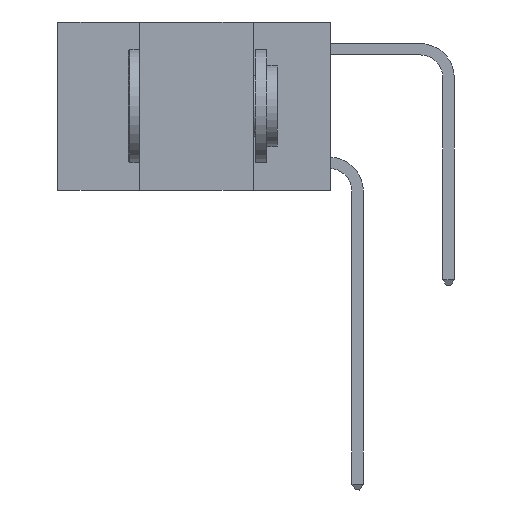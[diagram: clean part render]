
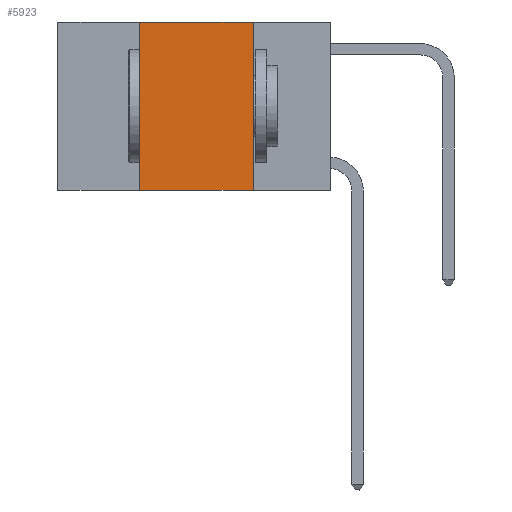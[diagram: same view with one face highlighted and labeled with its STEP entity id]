
A CAD part, left-side view. The second image highlights one B-rep face of the part: STEP entity #5923.
In plain terms, the highlighted planar face has unit normal (-1, 0, 0).
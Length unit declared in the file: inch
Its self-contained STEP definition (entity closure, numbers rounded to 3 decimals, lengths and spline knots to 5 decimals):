
#201 = DIRECTION ( 'NONE',  ( 0., -1., 0. ) ) ;
#271 = VECTOR ( 'NONE', #3386, 39.37008 ) ;
#2521 = LINE ( 'NONE', #20499, #17278 ) ;
#3386 = DIRECTION ( 'NONE',  ( 0., -1., 0. ) ) ;
#3389 = PLANE ( 'NONE',  #22545 ) ;
#3477 = EDGE_CURVE ( 'NONE', #18430, #12283, #12016, .T. ) ;
#4321 = LINE ( 'NONE', #8598, #17738 ) ;
#4616 = EDGE_CURVE ( 'NONE', #12283, #17925, #20025, .T. ) ;
#4811 = CARTESIAN_POINT ( 'NONE',  ( 0., 0.42, 0. ) ) ;
#5923 = ADVANCED_FACE ( 'NONE', ( #17807 ), #3389, .F. ) ;
#6657 = DIRECTION ( 'NONE',  ( 0., 0., -1. ) ) ;
#6823 = DIRECTION ( 'NONE',  ( 0., 0., 1. ) ) ;
#8299 = CARTESIAN_POINT ( 'NONE',  ( 0., 0.42, -0.37 ) ) ;
#8598 = CARTESIAN_POINT ( 'NONE',  ( 0., 0.6, -0.37 ) ) ;
#9142 = VECTOR ( 'NONE', #6823, 39.37008 ) ;
#10534 = EDGE_CURVE ( 'NONE', #17925, #17451, #2521, .T. ) ;
#10553 = ORIENTED_EDGE ( 'NONE', *, *, #10534, .F. ) ;
#11642 = DIRECTION ( 'NONE',  ( 0., 0., -1. ) ) ;
#12016 = LINE ( 'NONE', #20140, #9142 ) ;
#12257 = ORIENTED_EDGE ( 'NONE', *, *, #22230, .T. ) ;
#12283 = VERTEX_POINT ( 'NONE', #4811 ) ;
#13779 = DIRECTION ( 'NONE',  ( 1., 0., 0. ) ) ;
#14199 = ORIENTED_EDGE ( 'NONE', *, *, #4616, .F. ) ;
#15379 = ORIENTED_EDGE ( 'NONE', *, *, #3477, .F. ) ;
#17278 = VECTOR ( 'NONE', #6657, 39.37008 ) ;
#17451 = VERTEX_POINT ( 'NONE', #25945 ) ;
#17738 = VECTOR ( 'NONE', #201, 39.37008 ) ;
#17807 = FACE_OUTER_BOUND ( 'NONE', #21018, .T. ) ;
#17925 = VERTEX_POINT ( 'NONE', #22025 ) ;
#18430 = VERTEX_POINT ( 'NONE', #8299 ) ;
#20025 = LINE ( 'NONE', #21612, #271 ) ;
#20140 = CARTESIAN_POINT ( 'NONE',  ( 0., 0.42, 0. ) ) ;
#20499 = CARTESIAN_POINT ( 'NONE',  ( 0., 0.17, 0. ) ) ;
#21018 = EDGE_LOOP ( 'NONE', ( #10553, #14199, #15379, #12257 ) ) ;
#21612 = CARTESIAN_POINT ( 'NONE',  ( 0., 0.6, 0. ) ) ;
#22025 = CARTESIAN_POINT ( 'NONE',  ( 0., 0.17, 0. ) ) ;
#22230 = EDGE_CURVE ( 'NONE', #18430, #17451, #4321, .T. ) ;
#22545 = AXIS2_PLACEMENT_3D ( 'NONE', #23742, #13779, #11642 ) ;
#23742 = CARTESIAN_POINT ( 'NONE',  ( 0., 0.6, 0. ) ) ;
#25945 = CARTESIAN_POINT ( 'NONE',  ( 0., 0.17, -0.37 ) ) ;
